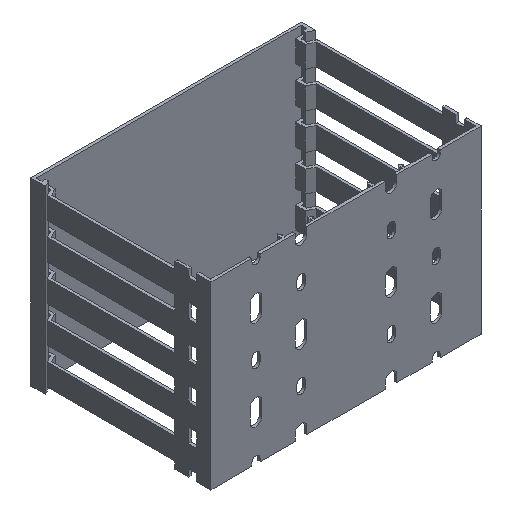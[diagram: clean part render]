
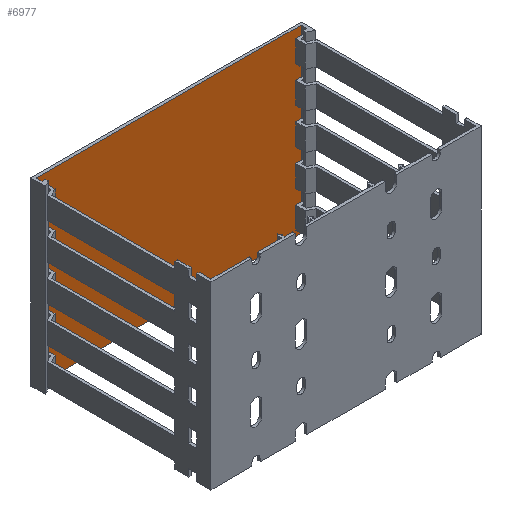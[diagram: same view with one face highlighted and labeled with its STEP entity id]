
A CAD part, isometric view. The second image highlights one B-rep face of the part: STEP entity #6977.
In plain terms, the highlighted planar face has unit normal (0, -1, 0).
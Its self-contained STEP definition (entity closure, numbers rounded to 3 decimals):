
#198 = DIRECTION ( 'NONE',  ( -1., 0., 0. ) ) ;
#287 = DIRECTION ( 'NONE',  ( -1., 0., 0. ) ) ;
#459 = LINE ( 'NONE', #6219, #1890 ) ;
#557 = CARTESIAN_POINT ( 'NONE',  ( -73.5, 98.5, -100. ) ) ;
#1011 = VECTOR ( 'NONE', #198, 1000. ) ;
#1401 = DIRECTION ( 'NONE',  ( 0., 0., -1. ) ) ;
#1461 = DIRECTION ( 'NONE',  ( 0., 0., 1. ) ) ;
#1671 = CARTESIAN_POINT ( 'NONE',  ( 73.5, 98.5, -100. ) ) ;
#1766 = AXIS2_PLACEMENT_3D ( 'NONE', #3146, #8925, #1401 ) ;
#1890 = VECTOR ( 'NONE', #8352, 1000. ) ;
#2502 = LINE ( 'NONE', #4013, #4339 ) ;
#2593 = VERTEX_POINT ( 'NONE', #1671 ) ;
#2867 = CARTESIAN_POINT ( 'NONE',  ( -73.5, 98.5, -100. ) ) ;
#3006 = EDGE_CURVE ( 'NONE', #2593, #6401, #459, .T. ) ;
#3146 = CARTESIAN_POINT ( 'NONE',  ( -73.5, 98.5, -100. ) ) ;
#3553 = CARTESIAN_POINT ( 'NONE',  ( 73.5, 98.5, 0. ) ) ;
#3849 = FACE_OUTER_BOUND ( 'NONE', #4756, .T. ) ;
#3852 = EDGE_CURVE ( 'NONE', #6856, #8275, #5857, .T. ) ;
#3897 = LINE ( 'NONE', #7579, #1011 ) ;
#4013 = CARTESIAN_POINT ( 'NONE',  ( 0., 98.5, -100. ) ) ;
#4339 = VECTOR ( 'NONE', #287, 1000. ) ;
#4483 = ORIENTED_EDGE ( 'NONE', *, *, #3006, .T. ) ;
#4756 = EDGE_LOOP ( 'NONE', ( #8902, #4483, #5087, #5611 ) ) ;
#5087 = ORIENTED_EDGE ( 'NONE', *, *, #6019, .T. ) ;
#5611 = ORIENTED_EDGE ( 'NONE', *, *, #3852, .F. ) ;
#5857 = LINE ( 'NONE', #2867, #7624 ) ;
#6019 = EDGE_CURVE ( 'NONE', #6401, #8275, #3897, .T. ) ;
#6086 = CARTESIAN_POINT ( 'NONE',  ( -73.5, 98.5, 0. ) ) ;
#6219 = CARTESIAN_POINT ( 'NONE',  ( 73.5, 98.5, -100. ) ) ;
#6401 = VERTEX_POINT ( 'NONE', #3553 ) ;
#6694 = EDGE_CURVE ( 'NONE', #2593, #6856, #2502, .T. ) ;
#6856 = VERTEX_POINT ( 'NONE', #557 ) ;
#6977 = ADVANCED_FACE ( 'NONE', ( #3849 ), #7880, .T. ) ;
#7579 = CARTESIAN_POINT ( 'NONE',  ( 0., 98.5, 0. ) ) ;
#7624 = VECTOR ( 'NONE', #1461, 1000. ) ;
#7880 = PLANE ( 'NONE',  #1766 ) ;
#8275 = VERTEX_POINT ( 'NONE', #6086 ) ;
#8352 = DIRECTION ( 'NONE',  ( 0., 0., 1. ) ) ;
#8902 = ORIENTED_EDGE ( 'NONE', *, *, #6694, .F. ) ;
#8925 = DIRECTION ( 'NONE',  ( 0., -1., 0. ) ) ;
